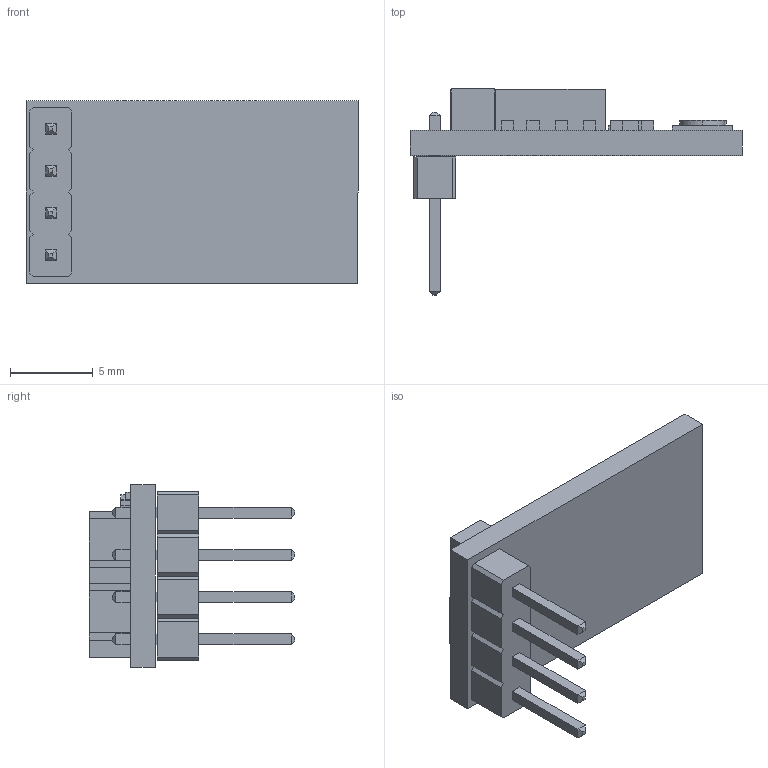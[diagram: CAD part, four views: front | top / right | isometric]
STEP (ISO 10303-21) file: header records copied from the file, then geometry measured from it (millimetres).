
FILE_DESCRIPTION (( 'STEP AP214' ), '1' );
FILE_NAME ('Buck Converter Model.STEP', '2025-02-08T22:28:26', ( '' ), ( '' ), 'SwSTEP 2.0', 'SolidWorks 2025', '' );
FILE_SCHEMA (( 'AUTOMOTIVE_DESIGN' ));
Length unit declared in the file: millimetre
Products named in the file (1): Buck Converter Model
Bounding box: 20 x 12.4 x 11 mm (x, y, z)
Volume: 582.8 mm3; surface area: 1023.9 mm2
Topology: 43 solids, 43 shells, 490 faces, 1087 edges, 714 vertices
Faces by surface type: plane 470, bspline 18, cylinder 2
Entity records: 19995 total; most frequent: CARTESIAN_POINT 3686, ORIENTED_EDGE 2174, DIRECTION 2001, EDGE_CURVE 1087, LINE 1047, VECTOR 1047, VERTEX_POINT 714, EDGE_LOOP 527
